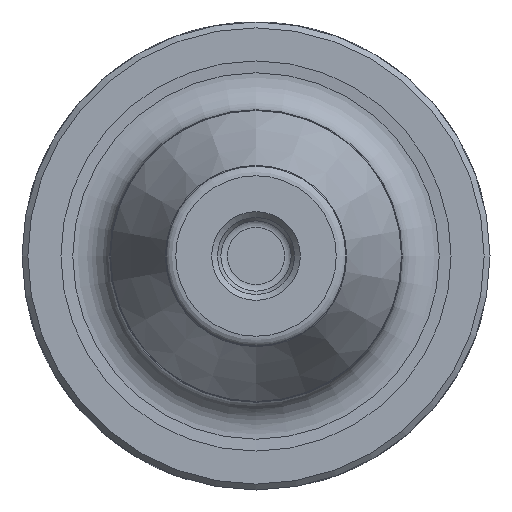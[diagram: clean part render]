
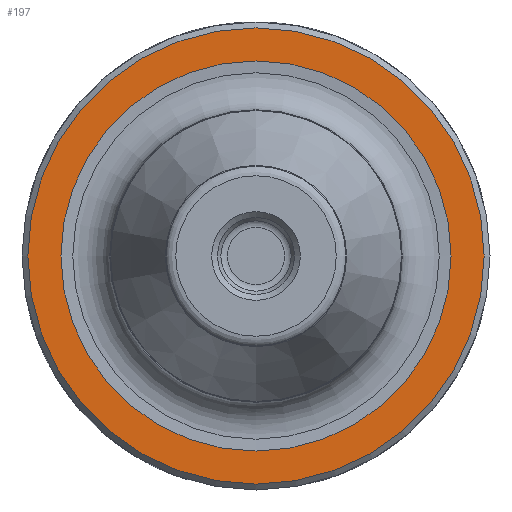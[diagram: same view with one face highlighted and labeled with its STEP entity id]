
A CAD part, left-side view. The second image highlights one B-rep face of the part: STEP entity #197.
In plain terms, the highlighted planar face has unit normal (-1, 0, 0).
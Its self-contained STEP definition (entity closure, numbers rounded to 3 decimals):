
#197=ADVANCED_FACE('',(#297,#298),#225,.F.);
#225=PLANE('',#831);
#297=FACE_BOUND('',#381,.T.);
#298=FACE_BOUND('',#382,.T.);
#381=EDGE_LOOP('',(#541));
#382=EDGE_LOOP('',(#542));
#541=ORIENTED_EDGE('',*,*,#710,.T.);
#542=ORIENTED_EDGE('',*,*,#709,.F.);
#627=VERTEX_POINT('',#1731);
#628=VERTEX_POINT('',#1734);
#709=EDGE_CURVE('',#627,#627,#742,.T.);
#710=EDGE_CURVE('',#628,#628,#743,.T.);
#742=CIRCLE('',#828,16.674);
#743=CIRCLE('',#830,19.5);
#828=AXIS2_PLACEMENT_3D('',#1730,#1009,#1010);
#830=AXIS2_PLACEMENT_3D('',#1733,#1013,#1014);
#831=AXIS2_PLACEMENT_3D('',#1735,#1015,#1016);
#1009=DIRECTION('',(-1.,0.,0.));
#1010=DIRECTION('',(0.,0.,-1.));
#1013=DIRECTION('',(-1.,0.,0.));
#1014=DIRECTION('',(0.,0.,-1.));
#1015=DIRECTION('',(1.,0.,0.));
#1016=DIRECTION('',(0.,0.,-1.));
#1730=CARTESIAN_POINT('',(30.,0.,0.));
#1731=CARTESIAN_POINT('',(30.,0.,-16.674));
#1733=CARTESIAN_POINT('',(30.,0.,0.));
#1734=CARTESIAN_POINT('',(30.,0.,-19.5));
#1735=CARTESIAN_POINT('',(30.,16.674,0.));
